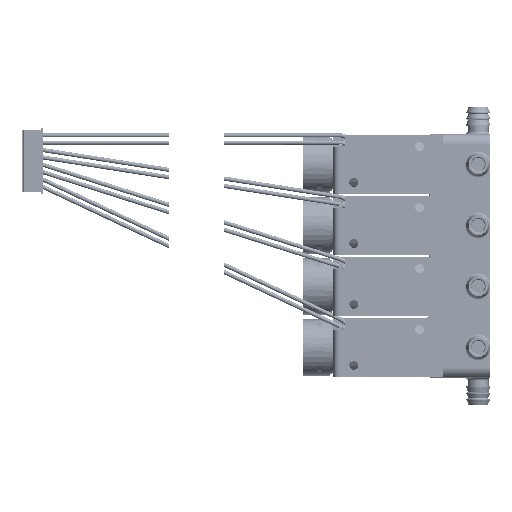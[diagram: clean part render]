
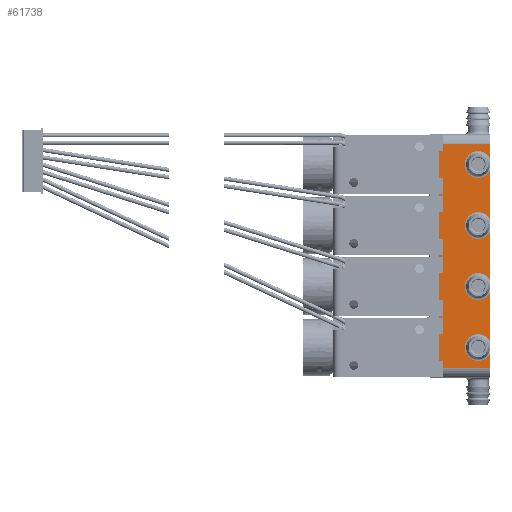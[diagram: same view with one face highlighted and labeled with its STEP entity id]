
A CAD part, left-side view. The second image highlights one B-rep face of the part: STEP entity #61738.
In plain terms, the highlighted planar face has unit normal (-1, 0, 0).
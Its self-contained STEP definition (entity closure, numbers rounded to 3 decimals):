
#218=DIRECTION('',(0.,0.,1.));
#219=VECTOR('',#218,4.738);
#220=CARTESIAN_POINT('',(-10.2,0.,
-37.7));
#221=LINE('',#220,#219);
#222=DIRECTION('',(0.,0.,1.));
#223=VECTOR('',#222,16.477);
#224=CARTESIAN_POINT('',(-10.2,0.,
-28.838));
#225=LINE('',#224,#223);
#226=DIRECTION('',(0.,0.,1.));
#227=VECTOR('',#226,16.477);
#228=CARTESIAN_POINT('',(-10.2,0.,
-8.238));
#229=LINE('',#228,#227);
#230=DIRECTION('',(0.,0.,1.));
#231=VECTOR('',#230,16.477);
#232=CARTESIAN_POINT('',(-10.2,0.,
12.362));
#233=LINE('',#232,#231);
#234=DIRECTION('',(0.,0.,1.));
#235=VECTOR('',#234,4.738);
#236=CARTESIAN_POINT('',(-10.2,0.,
32.962));
#237=LINE('',#236,#235);
#532=DIRECTION('',(0.,1.,0.));
#533=VECTOR('',#532,17.2);
#534=CARTESIAN_POINT('',(-10.2,0.,
37.7));
#535=LINE('',#534,#533);
#536=DIRECTION('',(0.,0.,-1.));
#537=VECTOR('',#536,75.4);
#538=CARTESIAN_POINT('',(-10.2,17.2,37.7));
#539=LINE('',#538,#537);
#540=CARTESIAN_POINT('',(-10.2,4.,30.9));
#541=DIRECTION('',(-1.,0.,0.));
#542=DIRECTION('',(0.,-0.889,0.458));
#543=AXIS2_PLACEMENT_3D('',#540,#541,#542);
#545=CARTESIAN_POINT('',(-10.2,4.,30.9));
#546=DIRECTION('',(-1.,0.,0.));
#547=DIRECTION('',(0.,0.,1.));
#548=AXIS2_PLACEMENT_3D('',#545,#546,#547);
#550=CARTESIAN_POINT('',(-10.2,4.,30.9));
#551=DIRECTION('',(-1.,0.,0.));
#552=DIRECTION('',(0.,0.,-1.));
#553=AXIS2_PLACEMENT_3D('',#550,#551,#552);
#555=CARTESIAN_POINT('',(-10.2,4.,10.3));
#556=DIRECTION('',(-1.,0.,0.));
#557=DIRECTION('',(0.,-0.889,0.458));
#558=AXIS2_PLACEMENT_3D('',#555,#556,#557);
#560=CARTESIAN_POINT('',(-10.2,4.,10.3));
#561=DIRECTION('',(-1.,0.,0.));
#562=DIRECTION('',(0.,0.,1.));
#563=AXIS2_PLACEMENT_3D('',#560,#561,#562);
#565=CARTESIAN_POINT('',(-10.2,4.,10.3));
#566=DIRECTION('',(-1.,0.,0.));
#567=DIRECTION('',(0.,0.,-1.));
#568=AXIS2_PLACEMENT_3D('',#565,#566,#567);
#570=CARTESIAN_POINT('',(-10.2,4.,-10.3));
#571=DIRECTION('',(-1.,0.,0.));
#572=DIRECTION('',(0.,-0.889,0.458));
#573=AXIS2_PLACEMENT_3D('',#570,#571,#572);
#575=CARTESIAN_POINT('',(-10.2,4.,-10.3));
#576=DIRECTION('',(-1.,0.,0.));
#577=DIRECTION('',(0.,0.,1.));
#578=AXIS2_PLACEMENT_3D('',#575,#576,#577);
#580=CARTESIAN_POINT('',(-10.2,4.,-10.3));
#581=DIRECTION('',(-1.,0.,0.));
#582=DIRECTION('',(0.,0.,-1.));
#583=AXIS2_PLACEMENT_3D('',#580,#581,#582);
#585=CARTESIAN_POINT('',(-10.2,4.,-30.9));
#586=DIRECTION('',(-1.,0.,0.));
#587=DIRECTION('',(0.,-0.889,0.458));
#588=AXIS2_PLACEMENT_3D('',#585,#586,#587);
#590=CARTESIAN_POINT('',(-10.2,4.,-30.9));
#591=DIRECTION('',(-1.,0.,0.));
#592=DIRECTION('',(0.,0.,1.));
#593=AXIS2_PLACEMENT_3D('',#590,#591,#592);
#595=CARTESIAN_POINT('',(-10.2,4.,-30.9));
#596=DIRECTION('',(-1.,0.,0.));
#597=DIRECTION('',(0.,0.,-1.));
#598=AXIS2_PLACEMENT_3D('',#595,#596,#597);
#618=CARTESIAN_POINT('',(-10.2,0.,
12.362));
#1113=CARTESIAN_POINT('',(-10.2,0.,
-8.238));
#1613=CARTESIAN_POINT('',(-10.2,0.,
-28.838));
#2127=DIRECTION('',(0.,-1.,0.));
#2128=VECTOR('',#2127,17.2);
#2129=CARTESIAN_POINT('',(-10.2,17.2,-37.7));
#2130=LINE('',#2129,#2128);
#2148=CARTESIAN_POINT('',(-10.2,0.,
32.962));
#52286=CARTESIAN_POINT('',(-10.2,0.,-37.7));
#52287=VERTEX_POINT('',#52286);
#52288=CARTESIAN_POINT('',(-10.2,0.,
-32.962));
#52289=VERTEX_POINT('',#52288);
#52290=VERTEX_POINT('',#1613);
#52291=CARTESIAN_POINT('',(-10.2,0.,
-12.362));
#52292=VERTEX_POINT('',#52291);
#52293=VERTEX_POINT('',#1113);
#52294=CARTESIAN_POINT('',(-10.2,0.,
8.238));
#52295=VERTEX_POINT('',#52294);
#52296=VERTEX_POINT('',#618);
#52297=CARTESIAN_POINT('',(-10.2,0.,
28.838));
#52298=VERTEX_POINT('',#52297);
#52299=VERTEX_POINT('',#2148);
#52300=CARTESIAN_POINT('',(-10.2,0.,
37.7));
#52301=VERTEX_POINT('',#52300);
#52431=CARTESIAN_POINT('',(-10.2,4.,14.8));
#52432=VERTEX_POINT('',#52431);
#52433=CARTESIAN_POINT('',(-10.2,4.,5.8));
#52434=VERTEX_POINT('',#52433);
#52435=CARTESIAN_POINT('',(-10.2,4.,
-5.8));
#52436=VERTEX_POINT('',#52435);
#52437=CARTESIAN_POINT('',(-10.2,4.,-14.8));
#52438=VERTEX_POINT('',#52437);
#52439=CARTESIAN_POINT('',(-10.2,4.,-26.4));
#52440=VERTEX_POINT('',#52439);
#52441=CARTESIAN_POINT('',(-10.2,4.,-35.4));
#52442=VERTEX_POINT('',#52441);
#52443=CARTESIAN_POINT('',(-10.2,4.,35.4));
#52444=VERTEX_POINT('',#52443);
#52445=CARTESIAN_POINT('',(-10.2,4.,26.4));
#52446=VERTEX_POINT('',#52445);
#59136=CARTESIAN_POINT('',(-10.2,17.2,37.7));
#59138=VERTEX_POINT('',#59136);
#59139=CARTESIAN_POINT('',(-10.2,17.2,-37.7));
#59140=VERTEX_POINT('',#59139);
#61697=CARTESIAN_POINT('',(-10.2,8.6,0.));
#61698=DIRECTION('',(1.,0.,0.));
#61699=DIRECTION('',(0.,0.,-1.));
#61700=AXIS2_PLACEMENT_3D('',#61697,#61698,#61699);
#61701=PLANE('',#61700);
#61703=ORIENTED_EDGE('',*,*,#61702,.F.);
#61704=ORIENTED_EDGE('',*,*,#61692,.F.);
#61705=ORIENTED_EDGE('',*,*,#61473,.F.);
#61707=ORIENTED_EDGE('',*,*,#61706,.T.);
#61709=ORIENTED_EDGE('',*,*,#61708,.T.);
#61711=ORIENTED_EDGE('',*,*,#61710,.T.);
#61712=ORIENTED_EDGE('',*,*,#61469,.F.);
#61714=ORIENTED_EDGE('',*,*,#61713,.T.);
#61716=ORIENTED_EDGE('',*,*,#61715,.T.);
#61718=ORIENTED_EDGE('',*,*,#61717,.T.);
#61719=ORIENTED_EDGE('',*,*,#61465,.F.);
#61721=ORIENTED_EDGE('',*,*,#61720,.T.);
#61723=ORIENTED_EDGE('',*,*,#61722,.T.);
#61725=ORIENTED_EDGE('',*,*,#61724,.T.);
#61726=ORIENTED_EDGE('',*,*,#61461,.F.);
#61728=ORIENTED_EDGE('',*,*,#61727,.T.);
#61730=ORIENTED_EDGE('',*,*,#61729,.T.);
#61732=ORIENTED_EDGE('',*,*,#61731,.T.);
#61733=ORIENTED_EDGE('',*,*,#61457,.F.);
#61735=ORIENTED_EDGE('',*,*,#61734,.F.);
#61736=EDGE_LOOP('',(#61703,#61704,#61705,#61707,#61709,#61711,#61712,#61714,
#61716,#61718,#61719,#61721,#61723,#61725,#61726,#61728,#61730,#61732,#61733,
#61735));
#61737=FACE_OUTER_BOUND('',#61736,.F.);
#61738=ADVANCED_FACE('',(#61737),#61701,.F.);
#544=CIRCLE('',#543,4.5);
#549=CIRCLE('',#548,4.5);
#554=CIRCLE('',#553,4.5);
#559=CIRCLE('',#558,4.5);
#564=CIRCLE('',#563,4.5);
#569=CIRCLE('',#568,4.5);
#574=CIRCLE('',#573,4.5);
#579=CIRCLE('',#578,4.5);
#584=CIRCLE('',#583,4.5);
#589=CIRCLE('',#588,4.5);
#594=CIRCLE('',#593,4.5);
#599=CIRCLE('',#598,4.5);
#61457=EDGE_CURVE('',#52287,#52289,#221,.T.);
#61461=EDGE_CURVE('',#52290,#52292,#225,.T.);
#61465=EDGE_CURVE('',#52293,#52295,#229,.T.);
#61469=EDGE_CURVE('',#52296,#52298,#233,.T.);
#61473=EDGE_CURVE('',#52299,#52301,#237,.T.);
#61692=EDGE_CURVE('',#52301,#59138,#535,.T.);
#61702=EDGE_CURVE('',#59138,#59140,#539,.T.);
#61706=EDGE_CURVE('',#52299,#52444,#544,.T.);
#61708=EDGE_CURVE('',#52444,#52446,#549,.T.);
#61710=EDGE_CURVE('',#52446,#52298,#554,.T.);
#61713=EDGE_CURVE('',#52296,#52432,#559,.T.);
#61715=EDGE_CURVE('',#52432,#52434,#564,.T.);
#61717=EDGE_CURVE('',#52434,#52295,#569,.T.);
#61720=EDGE_CURVE('',#52293,#52436,#574,.T.);
#61722=EDGE_CURVE('',#52436,#52438,#579,.T.);
#61724=EDGE_CURVE('',#52438,#52292,#584,.T.);
#61727=EDGE_CURVE('',#52290,#52440,#589,.T.);
#61729=EDGE_CURVE('',#52440,#52442,#594,.T.);
#61731=EDGE_CURVE('',#52442,#52289,#599,.T.);
#61734=EDGE_CURVE('',#59140,#52287,#2130,.T.);
